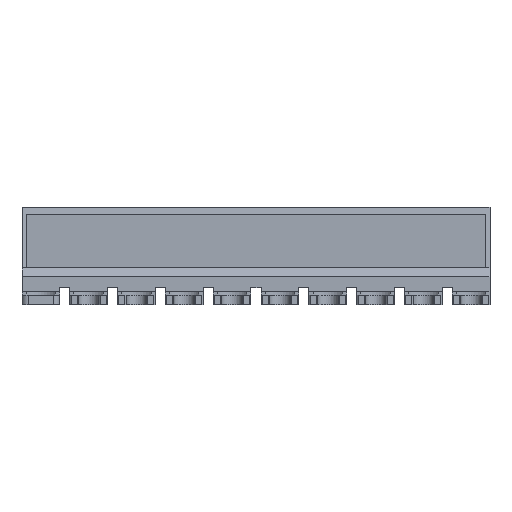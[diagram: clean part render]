
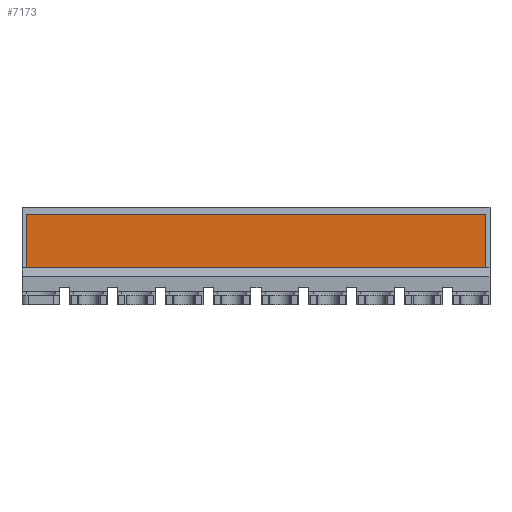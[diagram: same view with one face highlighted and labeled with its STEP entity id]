
A CAD part, front view. The second image highlights one B-rep face of the part: STEP entity #7173.
In plain terms, the highlighted planar face has unit normal (0, -1, 0).
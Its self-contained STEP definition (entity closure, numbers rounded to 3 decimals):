
#1114=AXIS2_PLACEMENT_3D('Plane Axis2P3D',#1111,#1112,#1113) ;
#1111=CARTESIAN_POINT('Axis2P3D Location',(0.,18.163,0.)) ;
#6938=CARTESIAN_POINT('Vertex',(0.7,18.163,14.914)) ;
#6941=CARTESIAN_POINT('Line Origine',(38.65,18.163,14.914)) ;
#6945=CARTESIAN_POINT('Vertex',(76.6,18.163,14.914)) ;
#7120=CARTESIAN_POINT('Line Origine',(76.6,18.163,10.507)) ;
#7124=CARTESIAN_POINT('Vertex',(76.6,18.163,6.1)) ;
#7143=CARTESIAN_POINT('Line Origine',(38.65,18.163,6.1)) ;
#7147=CARTESIAN_POINT('Vertex',(0.7,18.163,6.1)) ;
#7162=CARTESIAN_POINT('Line Origine',(0.7,18.163,10.507)) ;
#1112=DIRECTION('Axis2P3D Direction',(0.,1.,0.)) ;
#1113=DIRECTION('Axis2P3D XDirection',(0.,0.,1.)) ;
#6942=DIRECTION('Vector Direction',(1.,0.,0.)) ;
#7121=DIRECTION('Vector Direction',(0.,0.,1.)) ;
#7144=DIRECTION('Vector Direction',(1.,0.,0.)) ;
#7163=DIRECTION('Vector Direction',(0.,0.,-1.)) ;
#6943=VECTOR('Line Direction',#6942,1.) ;
#7122=VECTOR('Line Direction',#7121,1.) ;
#7145=VECTOR('Line Direction',#7144,1.) ;
#7164=VECTOR('Line Direction',#7163,1.) ;
#7168=ORIENTED_EDGE('',*,*,#7126,.T.) ;
#7169=ORIENTED_EDGE('',*,*,#6947,.F.) ;
#7170=ORIENTED_EDGE('',*,*,#7166,.T.) ;
#7171=ORIENTED_EDGE('',*,*,#7149,.T.) ;
#7173=ADVANCED_FACE('ISTE WKB2-10.1\\Isolierteil',(#7172),#1115,.F.) ;
#6947=EDGE_CURVE('',#6939,#6946,#6944,.T.) ;
#7126=EDGE_CURVE('',#7125,#6946,#7123,.T.) ;
#7149=EDGE_CURVE('',#7148,#7125,#7146,.T.) ;
#7166=EDGE_CURVE('',#6939,#7148,#7165,.T.) ;
#7167=EDGE_LOOP('',(#7168,#7169,#7170,#7171)) ;
#7172=FACE_OUTER_BOUND('',#7167,.T.) ;
#6944=LINE('Line',#6941,#6943) ;
#7123=LINE('Line',#7120,#7122) ;
#7146=LINE('Line',#7143,#7145) ;
#7165=LINE('Line',#7162,#7164) ;
#1115=PLANE('',#1114) ;
#6939=VERTEX_POINT('',#6938) ;
#6946=VERTEX_POINT('',#6945) ;
#7125=VERTEX_POINT('',#7124) ;
#7148=VERTEX_POINT('',#7147) ;
